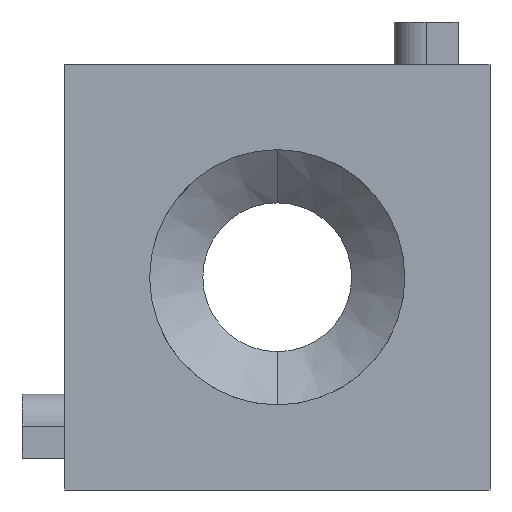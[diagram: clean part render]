
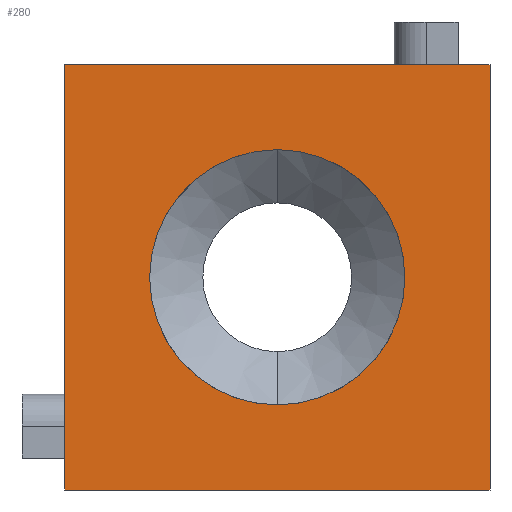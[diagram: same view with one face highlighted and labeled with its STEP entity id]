
A CAD part, front view. The second image highlights one B-rep face of the part: STEP entity #280.
In plain terms, the highlighted planar face has unit normal (0, -1, 0).
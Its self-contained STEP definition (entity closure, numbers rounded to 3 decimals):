
#32 = CARTESIAN_POINT ( 'NONE',  ( 10., -10., 10. ) ) ;
#45 = LINE ( 'NONE', #1564, #2030 ) ;
#77 = VERTEX_POINT ( 'NONE', #1367 ) ;
#277 = ORIENTED_EDGE ( 'NONE', *, *, #1928, .F. ) ;
#280 = ADVANCED_FACE ( 'NONE', ( #336, #1872 ), #1858, .F. ) ;
#284 = CARTESIAN_POINT ( 'NONE',  ( 10., -10., 10. ) ) ;
#330 = VECTOR ( 'NONE', #2038, 1000. ) ;
#336 = FACE_BOUND ( 'NONE', #1898, .T. ) ;
#346 = EDGE_CURVE ( 'NONE', #2065, #555, #45, .T. ) ;
#380 = AXIS2_PLACEMENT_3D ( 'NONE', #1673, #520, #2009 ) ;
#458 = AXIS2_PLACEMENT_3D ( 'NONE', #950, #998, #979 ) ;
#500 = CIRCLE ( 'NONE', #458, 6. ) ;
#520 = DIRECTION ( 'NONE',  ( 0., 1., 0. ) ) ;
#534 = EDGE_CURVE ( 'NONE', #1147, #796, #1789, .T. ) ;
#555 = VERTEX_POINT ( 'NONE', #1997 ) ;
#632 = LINE ( 'NONE', #2148, #638 ) ;
#636 = DIRECTION ( 'NONE',  ( 0., -1., 0. ) ) ;
#638 = VECTOR ( 'NONE', #1976, 1000. ) ;
#796 = VERTEX_POINT ( 'NONE', #32 ) ;
#826 = DIRECTION ( 'NONE',  ( 1., 0., 0. ) ) ;
#900 = EDGE_CURVE ( 'NONE', #77, #1605, #500, .T. ) ;
#941 = CARTESIAN_POINT ( 'NONE',  ( -10., -10., -10. ) ) ;
#950 = CARTESIAN_POINT ( 'NONE',  ( 0., -10., 0. ) ) ;
#979 = DIRECTION ( 'NONE',  ( 0., 0., -1. ) ) ;
#980 = DIRECTION ( 'NONE',  ( 1., 0., 0. ) ) ;
#998 = DIRECTION ( 'NONE',  ( 0., -1., 0. ) ) ;
#1078 = EDGE_CURVE ( 'NONE', #1605, #77, #2266, .T. ) ;
#1147 = VERTEX_POINT ( 'NONE', #1665 ) ;
#1211 = VECTOR ( 'NONE', #826, 1000. ) ;
#1235 = CARTESIAN_POINT ( 'NONE',  ( 0., -10., 0. ) ) ;
#1293 = LINE ( 'NONE', #1674, #330 ) ;
#1299 = CARTESIAN_POINT ( 'NONE',  ( 0., -10., -6. ) ) ;
#1367 = CARTESIAN_POINT ( 'NONE',  ( 0., -10., 6. ) ) ;
#1564 = CARTESIAN_POINT ( 'NONE',  ( 10., -10., -10. ) ) ;
#1578 = EDGE_LOOP ( 'NONE', ( #2153, #277, #2261, #2313 ) ) ;
#1605 = VERTEX_POINT ( 'NONE', #1299 ) ;
#1665 = CARTESIAN_POINT ( 'NONE',  ( -10., -10., 10. ) ) ;
#1673 = CARTESIAN_POINT ( 'NONE',  ( 10., -10., 10. ) ) ;
#1674 = CARTESIAN_POINT ( 'NONE',  ( 10., -10., 10. ) ) ;
#1789 = LINE ( 'NONE', #284, #1211 ) ;
#1804 = EDGE_CURVE ( 'NONE', #1147, #2065, #632, .T. ) ;
#1858 = PLANE ( 'NONE',  #380 ) ;
#1872 = FACE_OUTER_BOUND ( 'NONE', #1578, .T. ) ;
#1898 = EDGE_LOOP ( 'NONE', ( #2025, #2208 ) ) ;
#1928 = EDGE_CURVE ( 'NONE', #796, #555, #1293, .T. ) ;
#1976 = DIRECTION ( 'NONE',  ( 0., 0., -1. ) ) ;
#1984 = DIRECTION ( 'NONE',  ( 0., 0., -1. ) ) ;
#1997 = CARTESIAN_POINT ( 'NONE',  ( 10., -10., -10. ) ) ;
#2009 = DIRECTION ( 'NONE',  ( 0., 0., 1. ) ) ;
#2025 = ORIENTED_EDGE ( 'NONE', *, *, #1078, .F. ) ;
#2030 = VECTOR ( 'NONE', #980, 1000. ) ;
#2038 = DIRECTION ( 'NONE',  ( 0., 0., -1. ) ) ;
#2065 = VERTEX_POINT ( 'NONE', #941 ) ;
#2148 = CARTESIAN_POINT ( 'NONE',  ( -10., -10., 10. ) ) ;
#2153 = ORIENTED_EDGE ( 'NONE', *, *, #346, .T. ) ;
#2208 = ORIENTED_EDGE ( 'NONE', *, *, #900, .F. ) ;
#2261 = ORIENTED_EDGE ( 'NONE', *, *, #534, .F. ) ;
#2266 = CIRCLE ( 'NONE', #2377, 6. ) ;
#2313 = ORIENTED_EDGE ( 'NONE', *, *, #1804, .T. ) ;
#2377 = AXIS2_PLACEMENT_3D ( 'NONE', #1235, #636, #1984 ) ;
